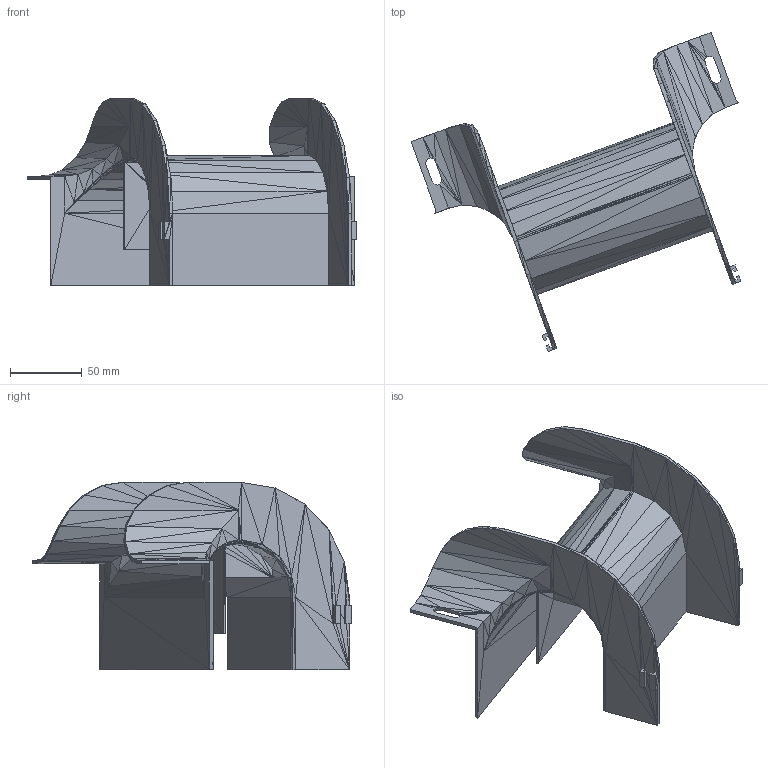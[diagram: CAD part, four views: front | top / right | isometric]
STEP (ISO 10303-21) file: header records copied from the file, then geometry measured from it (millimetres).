
FILE_DESCRIPTION(('FreeCAD Model'),'2;1');
FILE_NAME('Open CASCADE Shape Model','2022-12-01T14:04:45',('Author'),( ''),'Open CASCADE STEP processor 7.6','FreeCAD','Unknown');
FILE_SCHEMA(('AUTOMOTIVE_DESIGN { 1 0 10303 214 1 1 1 1 }'));
Length unit declared in the file: millimetre
Products named in the file (1): DS_LC21038161______________________________________________130_________
_______________________________130mm_cable_exit_base001001 (Solid)
Bounding box: 229.92 x 222.27 x 130.5 mm (x, y, z)
Volume: 165420.6 mm3; surface area: 146970 mm2
Topology: 1 solids, 1 shells, 631 faces, 1022 edges, 390 vertices
Faces by surface type: plane 631
Entity records: 26300 total; most frequent: DIRECTION 4330, CARTESIAN_POINT 4088, LINE 3066, VECTOR 3066, ORIENTED_EDGE 2044, PCURVE 2044, DEFINITIONAL_REPRESENTATION 2044, EDGE_CURVE 1022
